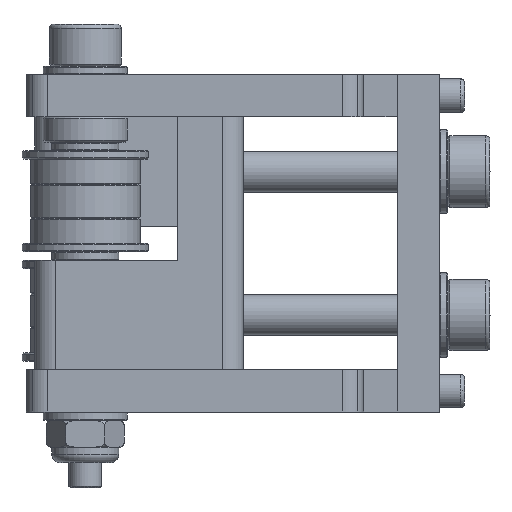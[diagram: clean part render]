
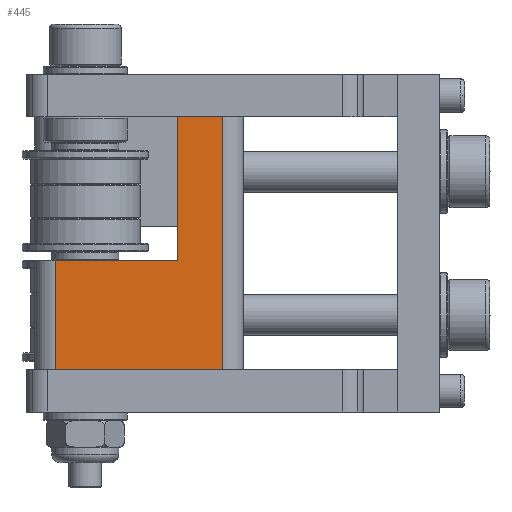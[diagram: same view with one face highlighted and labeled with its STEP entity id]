
A CAD part, left-side view. The second image highlights one B-rep face of the part: STEP entity #445.
In plain terms, the highlighted planar face has unit normal (-1, 0, 0).
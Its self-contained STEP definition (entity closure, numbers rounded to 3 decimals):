
#374=CARTESIAN_POINT('',(300.25,519.5,590.));
#375=DIRECTION('',(1.,0.,0.));
#376=DIRECTION('',(0.,0.,1.));
#377=AXIS2_PLACEMENT_3D('',#374,#375,#376);
#378=PLANE('',#377);
#379=CARTESIAN_POINT('',(300.25,530.,577.25));
#380=VERTEX_POINT('',#379);
#381=CARTESIAN_POINT('',(300.25,510.25,577.25));
#382=VERTEX_POINT('',#381);
#383=CARTESIAN_POINT('',(300.25,530.,577.25));
#384=DIRECTION('',(0.,-1.,0.));
#385=VECTOR('',#384,19.75);
#386=LINE('',#383,#385);
#387=EDGE_CURVE('',#380,#382,#386,.T.);
#388=ORIENTED_EDGE('',*,*,#387,.T.);
#389=CARTESIAN_POINT('',(300.25,510.25,612.75));
#390=VERTEX_POINT('',#389);
#391=CARTESIAN_POINT('',(300.25,510.25,577.25));
#392=DIRECTION('',(0.,-0.,1.));
#393=VECTOR('',#392,35.5);
#394=LINE('',#391,#393);
#395=EDGE_CURVE('',#382,#390,#394,.T.);
#396=ORIENTED_EDGE('',*,*,#395,.T.);
#397=CARTESIAN_POINT('',(300.25,530.,612.75));
#398=VERTEX_POINT('',#397);
#399=CARTESIAN_POINT('',(300.25,530.,612.75));
#400=DIRECTION('',(0.,-1.,0.));
#401=VECTOR('',#400,19.75);
#402=LINE('',#399,#401);
#403=EDGE_CURVE('',#398,#390,#402,.T.);
#404=ORIENTED_EDGE('',*,*,#403,.F.);
#405=CARTESIAN_POINT('',(300.25,530.,610.));
#406=VERTEX_POINT('',#405);
#407=CARTESIAN_POINT('',(300.25,530.,610.));
#408=DIRECTION('',(0.,0.,1.));
#409=VECTOR('',#408,2.75);
#410=LINE('',#407,#409);
#411=EDGE_CURVE('',#406,#398,#410,.T.);
#412=ORIENTED_EDGE('',*,*,#411,.F.);
#413=CARTESIAN_POINT('',(300.25,515.5,610.));
#414=VERTEX_POINT('',#413);
#415=CARTESIAN_POINT('',(300.25,530.,610.));
#416=DIRECTION('',(0.,-1.,0.));
#417=VECTOR('',#416,14.5);
#418=LINE('',#415,#417);
#419=EDGE_CURVE('',#406,#414,#418,.T.);
#420=ORIENTED_EDGE('',*,*,#419,.T.);
#421=CARTESIAN_POINT('',(300.25,515.5,593.));
#422=VERTEX_POINT('',#421);
#423=CARTESIAN_POINT('',(300.25,515.5,610.));
#424=DIRECTION('',(0.,-0.,-1.));
#425=VECTOR('',#424,17.);
#426=LINE('',#423,#425);
#427=EDGE_CURVE('',#414,#422,#426,.T.);
#428=ORIENTED_EDGE('',*,*,#427,.T.);
#429=CARTESIAN_POINT('',(300.25,530.,593.));
#430=VERTEX_POINT('',#429);
#431=CARTESIAN_POINT('',(300.25,530.,593.));
#432=DIRECTION('',(0.,-1.,0.));
#433=VECTOR('',#432,14.5);
#434=LINE('',#431,#433);
#435=EDGE_CURVE('',#430,#422,#434,.T.);
#436=ORIENTED_EDGE('',*,*,#435,.F.);
#437=CARTESIAN_POINT('',(300.25,530.,577.25));
#438=DIRECTION('',(0.,0.,1.));
#439=VECTOR('',#438,15.75);
#440=LINE('',#437,#439);
#441=EDGE_CURVE('',#380,#430,#440,.T.);
#442=ORIENTED_EDGE('',*,*,#441,.F.);
#443=EDGE_LOOP('',(#388,#396,#404,#412,#420,#428,#436,#442));
#444=FACE_BOUND('',#443,.T.);
#445=ADVANCED_FACE('',(#444),#378,.F.);
